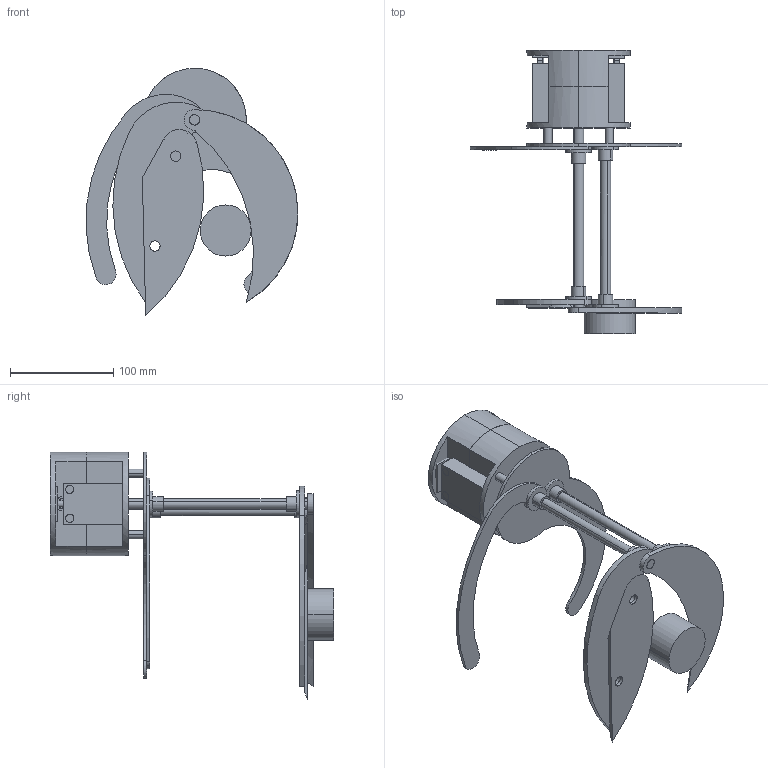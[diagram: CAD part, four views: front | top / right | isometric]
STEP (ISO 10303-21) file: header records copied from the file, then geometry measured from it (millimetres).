
FILE_DESCRIPTION(('STEP AP214'),'1');
FILE_NAME('simplified.stp','2025-01-10T08:04:36',(' '),(' '),'Spatial InterOp 3D',' ',' ');
FILE_SCHEMA(('AUTOMOTIVE_DESIGN { 1 0 10303 214 1 1 1 1 }'));
Length unit declared in the file: metre
Products named in the file (18): simplified; SYS-1; MC37 Touch Latch; Touch Latch; Montage-Lock; gripper_head; universal_mount; arms; Monatge_Cutter; cover; gear_shaft; knife_side; knife_side_top; shaft_hub; stationary_side; 15cm_bar; shaft_middle_hub
Assembly tree (23 placements, depth 4):
  simplified
    SYS-1
    Montage-Lock
      MC37 Touch Latch
        Touch Latch
      gripper_head
      MC37 Touch Latch
        Touch Latch
      universal_mount
      arms  x4
    Monatge_Cutter
      cover
      gear_shaft
      knife_side
      knife_side_top
      shaft_hub  x2
      stationary_side
      15cm_bar
      shaft_middle_hub  x2
Bounding box: 204.96 x 274.03 x 239.55 mm (x, y, z)
Volume: 767503.1 mm3; surface area: 208306.8 mm2
Topology: 26 solids, 26 shells, 302 faces, 725 edges, 482 vertices
Faces by surface type: plane 172, cylinder 122, sphere 4, cone 4
Entity records: 6192 total; most frequent: DIRECTION 1089, CARTESIAN_POINT 971, ORIENTED_EDGE 880, EDGE_CURVE 440, AXIS2_PLACEMENT_3D 431, VERTEX_POINT 295, LINE 227, VECTOR 227
